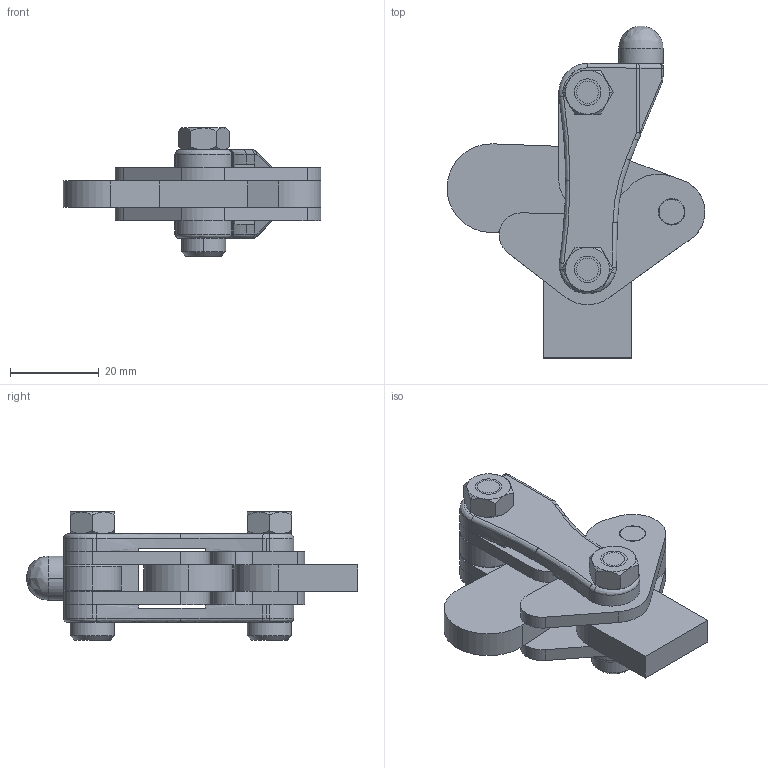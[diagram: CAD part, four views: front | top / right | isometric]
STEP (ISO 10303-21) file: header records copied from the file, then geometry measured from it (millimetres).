
FILE_DESCRIPTION (( 'STEP AP214' ), '1' );
FILE_NAME ('M30-2.STEP', '2023-11-23T14:55:43', ( '' ), ( '' ), 'SwSTEP 2.0', 'SolidWorks 2015', '' );
FILE_SCHEMA (( 'AUTOMOTIVE_DESIGN' ));
Length unit declared in the file: millimetre
Products named in the file (8): M30-2-4; M30-2_05 - SOMUN; M30-2-5; M30-2-3; M30-2_05 - Cývata; M30-2; M30-2-2; M30-2-1
Assembly tree (9 placements, depth 2):
  M30-2
    M30-2-4
    M30-2-2
    M30-2-3
    M30-2-1
    M30-2-5
    M30-2_05 - Cývata  x2
    M30-2_05 - SOMUN  x2
Bounding box: 58.22 x 74.97 x 29 mm (x, y, z)
Volume: 26079.6 mm3; surface area: 17810 mm2
Topology: 9 solids, 9 shells, 252 faces, 601 edges, 376 vertices
Faces by surface type: cylinder 116, plane 85, cone 28, bspline 23
Entity records: 9950 total; most frequent: CARTESIAN_POINT 1986, DIRECTION 1165, ORIENTED_EDGE 1094, EDGE_CURVE 547, AXIS2_PLACEMENT_3D 454, VERTEX_POINT 346, EDGE_LOOP 267, LINE 257
